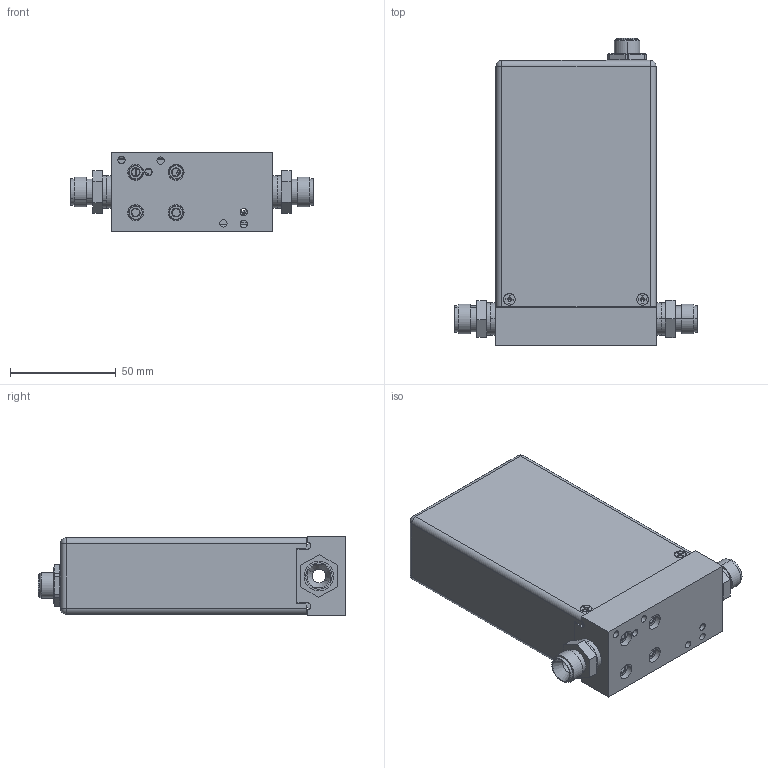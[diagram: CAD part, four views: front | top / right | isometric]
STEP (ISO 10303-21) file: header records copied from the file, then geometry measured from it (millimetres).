
FILE_DESCRIPTION (( 'STEP AP214' ), '1' );
FILE_NAME ('PPCA-.25-Tube-D-NET.STEP', '2017-08-14T18:37:02', ( '' ), ( '' ), 'SwSTEP 2.0', 'SolidWorks 2015', '' );
FILE_SCHEMA (( 'AUTOMOTIVE_DESIGN' ));
Length unit declared in the file: inch
Products named in the file (1): PPCA-.25-Tube-D-NET
Bounding box: 114.55 x 145.23 x 37.59 mm (x, y, z)
Surface area: 41326.2 mm2 (no closed solid volume)
Topology: 0 solids, 30 shells, 369 faces, 1179 edges, 820 vertices
Faces by surface type: plane 179, cylinder 122, cone 64, sphere 4
Entity records: 18240 total; most frequent: CARTESIAN_POINT 3193, DIRECTION 2173, ORIENTED_EDGE 1861, EDGE_CURVE 1167, VERTEX_POINT 820, AXIS2_PLACEMENT_3D 770, VECTOR 633, LINE 633
